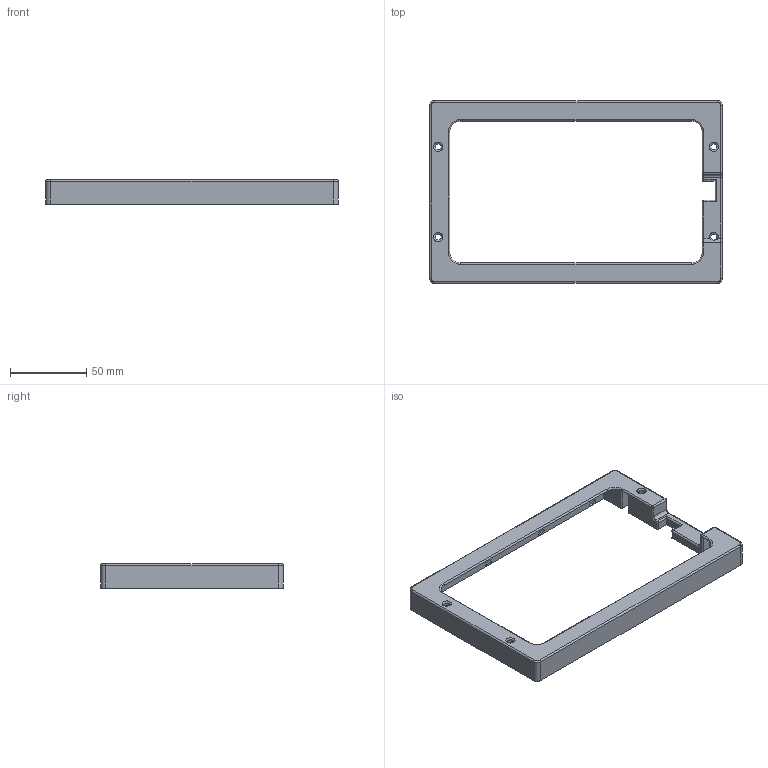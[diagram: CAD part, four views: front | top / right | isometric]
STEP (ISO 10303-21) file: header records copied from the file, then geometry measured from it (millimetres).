
FILE_DESCRIPTION(/* description */ (''),/* implementation_level */ '2;1');
FILE_NAME(/* name */ 'Back case v6.step',/* time_stamp */ '2022-07-21T08:27:08-05:00',/* author */ (''),/* organization */ (''),/* preprocessor_version */ 'ST-DEVELOPER v18.1',/* originating_system */ 'Autodesk Translation Framework v10.14.0.1471',/* authorisation */ '');
FILE_SCHEMA (('AUTOMOTIVE_DESIGN { 1 0 10303 214 3 1 1 }'));
Length unit declared in the file: millimetre
Products named in the file (1): Back case
Bounding box: 192.6 x 120.1 x 16 mm (x, y, z)
Volume: 67131.6 mm3; surface area: 34648 mm2
Topology: 1 solids, 1 shells, 153 faces, 401 edges, 254 vertices
Faces by surface type: plane 82, cylinder 44, torus 20, sphere 6, bspline 1
Full cylindrical faces by diameter (mm): 4 x4
Entity records: 4845 total; most frequent: CARTESIAN_POINT 945, DIRECTION 828, ORIENTED_EDGE 802, EDGE_CURVE 401, AXIS2_PLACEMENT_3D 280, LINE 268, VECTOR 268, VERTEX_POINT 254
